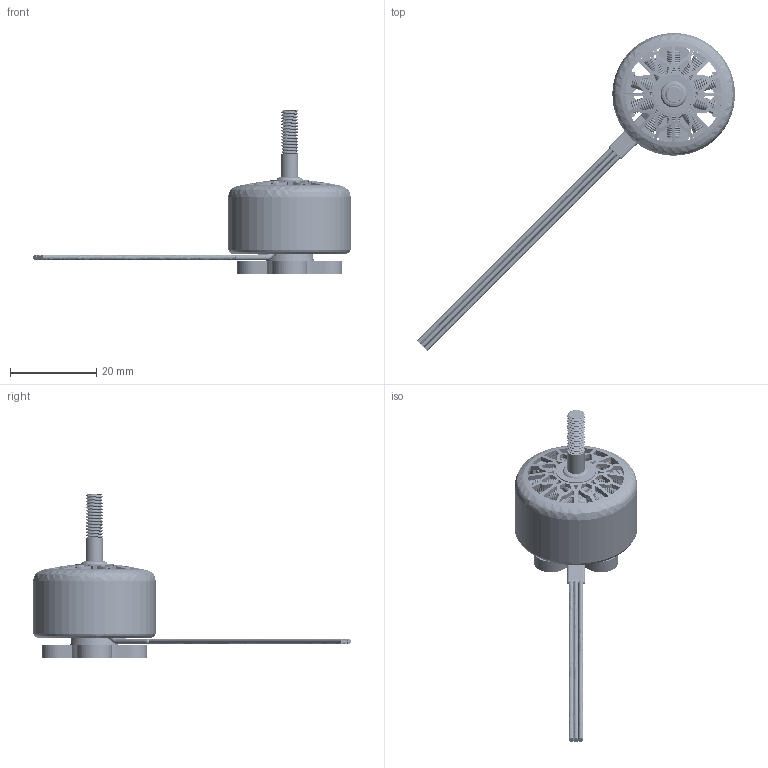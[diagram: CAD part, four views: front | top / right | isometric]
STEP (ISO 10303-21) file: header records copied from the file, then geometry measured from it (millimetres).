
FILE_DESCRIPTION(('FreeCAD Model'),'2;1');
FILE_NAME('Open CASCADE Shape Model','2025-04-26T21:55:11',('FreeCAD'),( 'FreeCAD'),'Open CASCADE STEP processor 7.6','FreeCAD','Unknown');
FILE_SCHEMA(('AUTOMOTIVE_DESIGN { 1 0 10303 214 1 1 1 1 }'));
Products named in the file (1): Open CASCADE STEP translator 7.6 1
Bounding box: 73.48 x 73.5 x 37.78 mm (x, y, z)
Volume: 7314.9 mm3; surface area: 18166.6 mm2
Topology: 193 solids, 193 shells, 4920 faces, 10240 edges, 5308 vertices
Faces by surface type: bspline 4920
Entity records: 142158 total; most frequent: CARTESIAN_POINT 87373, ORIENTED_EDGE 20472, EDGE_CURVE 10236, VERTEX_POINT 5308, FACE_BOUND 5013, EDGE_LOOP 5013, ADVANCED_FACE 4920, B_SPLINE_CURVE_WITH_KNOTS 3168
